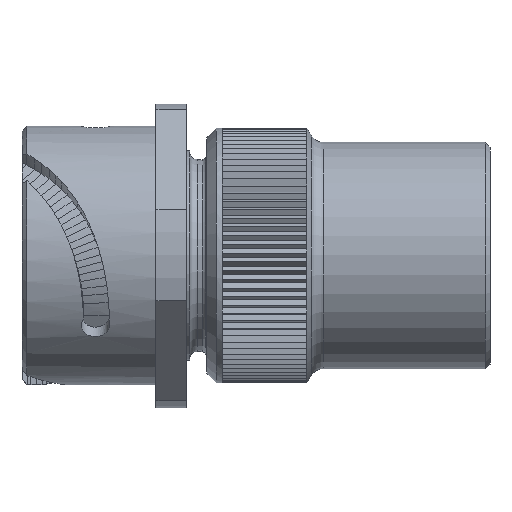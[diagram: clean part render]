
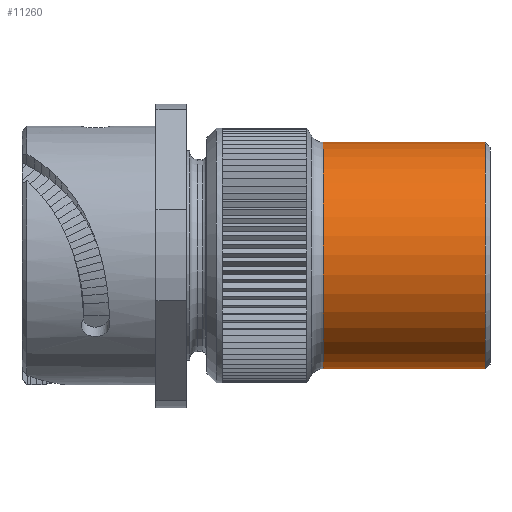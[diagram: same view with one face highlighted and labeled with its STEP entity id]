
A CAD part, top view. The second image highlights one B-rep face of the part: STEP entity #11260.
In plain terms, the highlighted cylindrical face has radius 12 mm (diameter 24 mm), a partial arc.
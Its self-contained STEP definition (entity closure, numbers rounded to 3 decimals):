
#45=CARTESIAN_POINT('',(29.5,0.,0.));
#46=DIRECTION('',(1.,0.,0.));
#47=DIRECTION('',(0.,1.,0.));
#48=AXIS2_PLACEMENT_3D('',#45,#46,#47);
#50=DIRECTION('',(-1.,0.,0.));
#51=VECTOR('',#50,17.168);
#52=CARTESIAN_POINT('',(29.5,12.,0.));
#53=LINE('953',#52,#51);
#54=DIRECTION('',(-1.,0.,0.));
#55=VECTOR('',#54,17.168);
#56=CARTESIAN_POINT('',(29.5,-12.,0.));
#57=LINE('955',#56,#55);
#78=CARTESIAN_POINT('',(12.332,0.,0.));
#79=DIRECTION('',(1.,0.,0.));
#80=DIRECTION('',(0.,1.,0.));
#81=AXIS2_PLACEMENT_3D('',#78,#79,#80);
#8929=CARTESIAN_POINT('',(29.5,12.,0.));
#8930=CARTESIAN_POINT('',(12.332,12.,0.));
#8931=VERTEX_POINT('',#8929);
#8932=VERTEX_POINT('',#8930);
#8937=CARTESIAN_POINT('',(29.5,-12.,0.));
#8938=CARTESIAN_POINT('',(12.332,-12.,0.));
#8939=VERTEX_POINT('',#8937);
#8940=VERTEX_POINT('',#8938);
#11246=CARTESIAN_POINT('',(-1.5,0.,0.));
#11247=DIRECTION('',(1.,0.,0.));
#11248=DIRECTION('',(0.,-1.,0.));
#11249=AXIS2_PLACEMENT_3D('',#11246,#11247,#11248);
#11250=CYLINDRICAL_SURFACE('246',#11249,12.);
#11252=ORIENTED_EDGE('953',*,*,#11251,.F.);
#11253=ORIENTED_EDGE('998',*,*,#11234,.T.);
#11255=ORIENTED_EDGE('955',*,*,#11254,.T.);
#11257=ORIENTED_EDGE('991',*,*,#11256,.F.);
#11258=EDGE_LOOP('246',(#11252,#11253,#11255,#11257));
#11259=FACE_OUTER_BOUND('246',#11258,.F.);
#49=CIRCLE('998',#48,12.);
#82=CIRCLE('991',#81,12.);
#11234=EDGE_CURVE('998',#8931,#8939,#49,.T.);
#11251=EDGE_CURVE('953',#8931,#8932,#53,.T.);
#11254=EDGE_CURVE('955',#8939,#8940,#57,.T.);
#11256=EDGE_CURVE('991',#8932,#8940,#82,.T.);
#11260=ADVANCED_FACE('246',(#11259),#11250,.T.);
